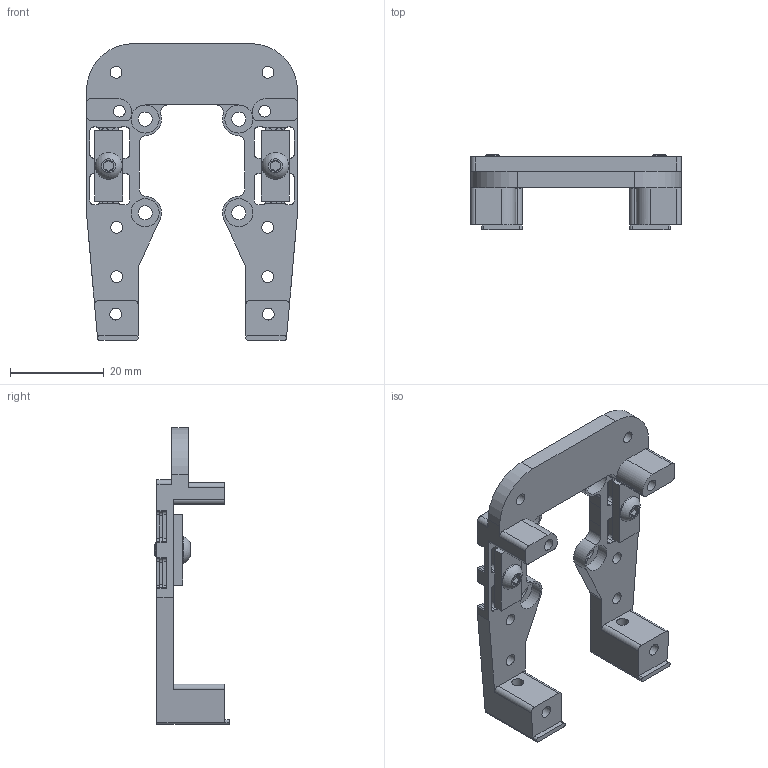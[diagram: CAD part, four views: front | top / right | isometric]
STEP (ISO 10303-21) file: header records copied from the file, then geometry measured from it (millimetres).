
FILE_DESCRIPTION(/* description */ (''),/* implementation_level */ '2;1');
FILE_NAME(/* name */ 'Vitalli Rigid CNC Carriage.step',/* time_stamp */ '2024-01-20T21:35:41-07:00',/* author */ (''),/* organization */ (''),/* preprocessor_version */ 'ST-DEVELOPER v20',/* originating_system */ 'Autodesk Translation Framework v12.14.0.127',/* authorisation */ '');
FILE_SCHEMA (('AUTOMOTIVE_DESIGN { 1 0 10303 214 3 1 1 }'));
Length unit declared in the file: millimetre
Products named in the file (4): Vitalli Rigid CNC Carriage; Belt Clamp; Belt Clamp_1; M3x6 BHCS
Assembly tree (4 placements, depth 3):
  Vitalli Rigid CNC Carriage
    Belt Clamp
      M3x6 BHCS
    Belt Clamp_1
      M3x6 BHCS
Bounding box: 45 x 16 x 63.3 mm (x, y, z)
Volume: 7997 mm3; surface area: 7884.4 mm2
Topology: 5 solids, 5 shells, 368 faces, 1058 edges, 694 vertices
Faces by surface type: plane 200, cylinder 150, cone 14, sphere 2, bspline 2
Full cylindrical faces by diameter (mm): 2.529 x14, 3 x8, 5.7 x2, 6 x4
Entity records: 12389 total; most frequent: CARTESIAN_POINT 2560, DIRECTION 2091, ORIENTED_EDGE 2050, EDGE_CURVE 1025, AXIS2_PLACEMENT_3D 729, VERTEX_POINT 676, LINE 633, VECTOR 633
